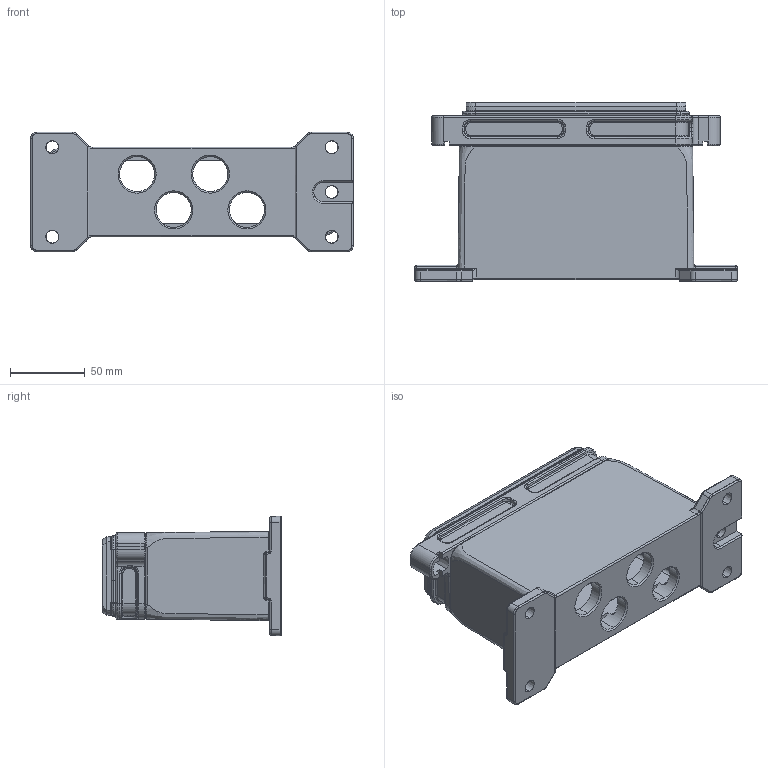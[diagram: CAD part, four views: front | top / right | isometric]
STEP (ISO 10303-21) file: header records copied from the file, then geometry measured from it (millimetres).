
FILE_DESCRIPTION(/* description */ (''),/* implementation_level */ '2;1');
FILE_NAME(/* name */ '3D_1136242205039_HP24B_H-SFH-2H-4M25_V1.0_stp.stp',/* time_stamp */ '2024-03-01T10:31:44+08:00',/* author */ (''),/* organization */ (''),/* preprocessor_version */ 'ST-DEVELOPER v18.1',/* originating_system */ 'SIEMENS PLM Software NX 1980',/* authorisation */ '');
FILE_SCHEMA (('AUTOMOTIVE_DESIGN { 1 0 10303 214 3 1 1 1 }'));
Length unit declared in the file: millimetre
Products named in the file (1): 3D_1136242205039_HP24B_H-SFH-2H-4M25_V1.0_stp
Bounding box: 215.96 x 119.9 x 79.96 mm (x, y, z)
Volume: 489987.4 mm3; surface area: 134991.1 mm2
Topology: 1 solids, 8 shells, 1102 faces, 2956 edges, 1887 vertices
Faces by surface type: cylinder 383, plane 356, cone 161, torus 130, bspline 64, sphere 8
Entity records: 42696 total; most frequent: CARTESIAN_POINT 18324, ORIENTED_EDGE 5880, DIRECTION 3855, EDGE_CURVE 2940, VERTEX_POINT 1883, AXIS2_PLACEMENT_3D 1369, B_SPLINE_CURVE_WITH_KNOTS 1363, EDGE_LOOP 1167
